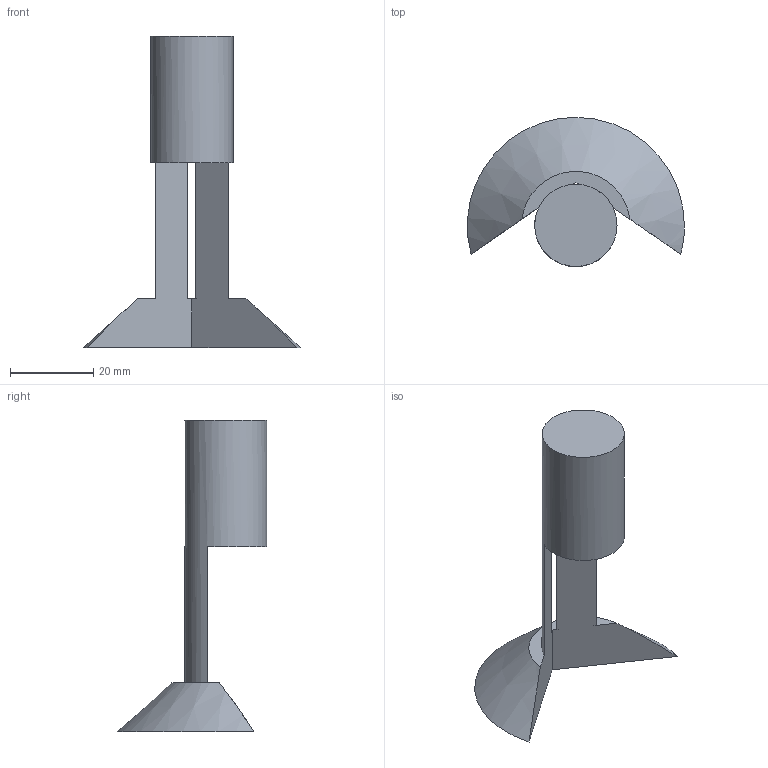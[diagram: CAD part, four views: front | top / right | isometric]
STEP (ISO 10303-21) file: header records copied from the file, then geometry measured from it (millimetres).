
FILE_DESCRIPTION(('Open CASCADE Model'),'2;1');
FILE_NAME('Open CASCADE Shape Model','2025-07-01T18:59:48',('Author'),( 'Open CASCADE'),'Open CASCADE STEP processor 7.5','Open CASCADE 7.5' ,'Unknown');
FILE_SCHEMA(('CONFIG_CONTROL_DESIGN'));
Length unit declared in the file: millimetre
Products named in the file (1): Open CASCADE STEP translator 7.5 37
Bounding box: 52.15 x 36.01 x 74.78 mm (x, y, z)
Volume: 15565 mm3; surface area: 6576.5 mm2
Topology: 1 solids, 1 shells, 8 faces, 27 edges, 19 vertices
Faces by surface type: plane 6, cylinder 1, cone 1
Full cylindrical faces by diameter (mm): 19.799 x1
Entity records: 701 total; most frequent: CARTESIAN_POINT 171, DIRECTION 83, ORIENTED_EDGE 54, PCURVE 54, DEFINITIONAL_REPRESENTATION 54, LINE 32, VECTOR 32, EDGE_CURVE 27
